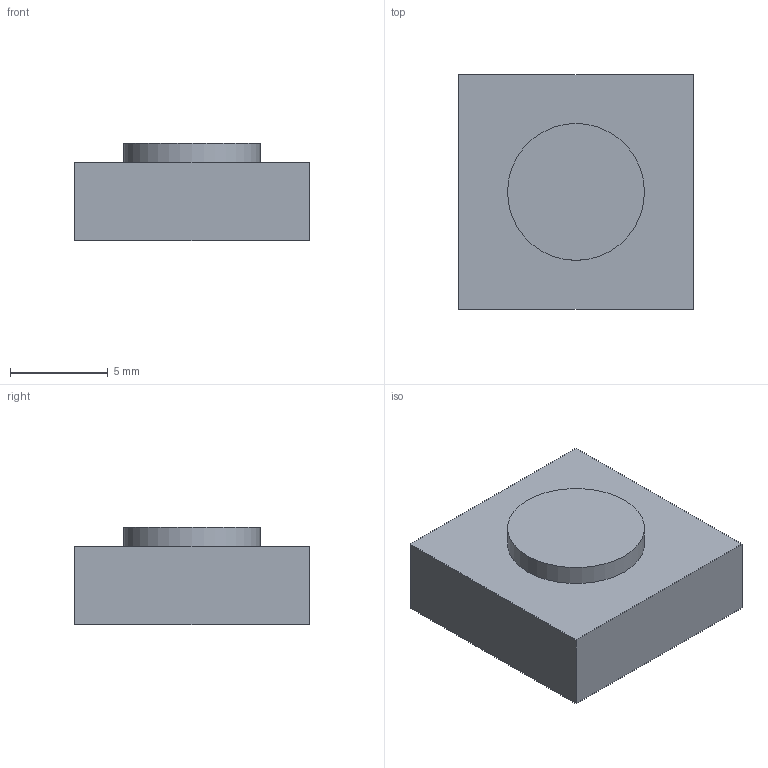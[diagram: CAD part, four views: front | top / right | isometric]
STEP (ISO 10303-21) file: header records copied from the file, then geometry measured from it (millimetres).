
FILE_DESCRIPTION(('FreeCAD Model'),'2;1');
FILE_NAME('Open CASCADE Shape Model','2022-05-30T14:35:17',('Author'),( ''),'Open CASCADE STEP processor 7.5','FreeCAD','Unknown');
FILE_SCHEMA(('AUTOMOTIVE_DESIGN { 1 0 10303 214 1 1 1 1 }'));
Length unit declared in the file: millimetre
Products named in the file (1): Body
Bounding box: 12 x 12 x 5 mm (x, y, z)
Volume: 614.5 mm3; surface area: 502 mm2
Topology: 1 solids, 1 shells, 9 faces, 16 edges, 11 vertices
Faces by surface type: plane 8, cylinder 1
Full cylindrical faces by diameter (mm): 7 x1
Entity records: 454 total; most frequent: CARTESIAN_POINT 75, DIRECTION 70, LINE 41, VECTOR 41, ORIENTED_EDGE 32, PCURVE 32, DEFINITIONAL_REPRESENTATION 32, EDGE_CURVE 16
